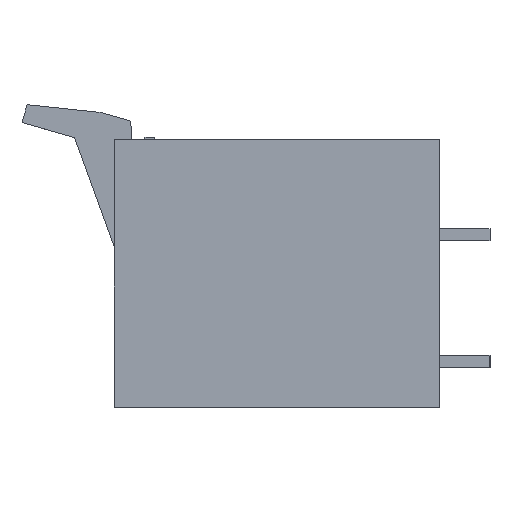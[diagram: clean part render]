
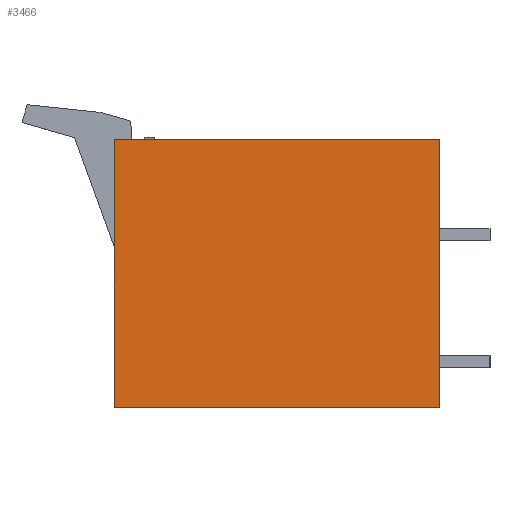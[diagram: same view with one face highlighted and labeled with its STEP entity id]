
A CAD part, left-side view. The second image highlights one B-rep face of the part: STEP entity #3466.
In plain terms, the highlighted planar face has unit normal (-1, 0, 0).
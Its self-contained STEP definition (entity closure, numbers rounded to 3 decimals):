
#3430=AXIS2_PLACEMENT_3D('Plane Axis2P3D',#3427,#3428,#3429) ;
#3427=CARTESIAN_POINT('Axis2P3D Location',(0.,0.,0.)) ;
#3432=CARTESIAN_POINT('Line Origine',(0.,21.065,26.45)) ;
#3436=CARTESIAN_POINT('Vertex',(0.,5.,26.45)) ;
#3438=CARTESIAN_POINT('Vertex',(0.,37.13,26.45)) ;
#3441=CARTESIAN_POINT('Line Origine',(0.,37.13,13.225)) ;
#3445=CARTESIAN_POINT('Vertex',(0.,37.13,0.)) ;
#3448=CARTESIAN_POINT('Line Origine',(0.,21.065,0.)) ;
#3452=CARTESIAN_POINT('Vertex',(0.,5.,0.)) ;
#3455=CARTESIAN_POINT('Line Origine',(0.,5.,13.225)) ;
#3428=DIRECTION('Axis2P3D Direction',(-1.,0.,0.)) ;
#3429=DIRECTION('Axis2P3D XDirection',(0.,-1.,0.)) ;
#3433=DIRECTION('Vector Direction',(0.,1.,0.)) ;
#3442=DIRECTION('Vector Direction',(0.,0.,-1.)) ;
#3449=DIRECTION('Vector Direction',(0.,-1.,0.)) ;
#3456=DIRECTION('Vector Direction',(0.,0.,1.)) ;
#3434=VECTOR('Line Direction',#3433,1.) ;
#3443=VECTOR('Line Direction',#3442,1.) ;
#3450=VECTOR('Line Direction',#3449,1.) ;
#3457=VECTOR('Line Direction',#3456,1.) ;
#3461=ORIENTED_EDGE('',*,*,#3440,.T.) ;
#3462=ORIENTED_EDGE('',*,*,#3447,.T.) ;
#3463=ORIENTED_EDGE('',*,*,#3454,.T.) ;
#3464=ORIENTED_EDGE('',*,*,#3459,.T.) ;
#3466=ADVANCED_FACE('HOUSING',(#3465),#3431,.T.) ;
#3440=EDGE_CURVE('',#3437,#3439,#3435,.T.) ;
#3447=EDGE_CURVE('',#3439,#3446,#3444,.T.) ;
#3454=EDGE_CURVE('',#3446,#3453,#3451,.T.) ;
#3459=EDGE_CURVE('',#3453,#3437,#3458,.T.) ;
#3460=EDGE_LOOP('',(#3461,#3462,#3463,#3464)) ;
#3465=FACE_OUTER_BOUND('',#3460,.T.) ;
#3435=LINE('Line',#3432,#3434) ;
#3444=LINE('Line',#3441,#3443) ;
#3451=LINE('Line',#3448,#3450) ;
#3458=LINE('Line',#3455,#3457) ;
#3431=PLANE('',#3430) ;
#3437=VERTEX_POINT('',#3436) ;
#3439=VERTEX_POINT('',#3438) ;
#3446=VERTEX_POINT('',#3445) ;
#3453=VERTEX_POINT('',#3452) ;
